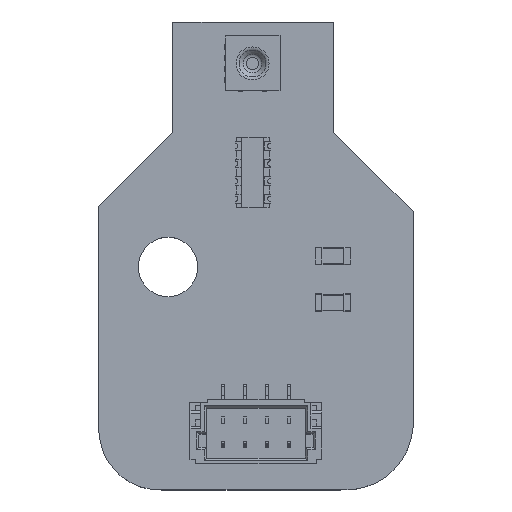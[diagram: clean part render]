
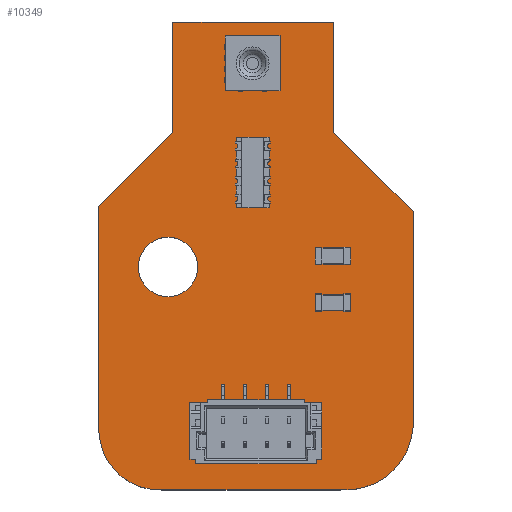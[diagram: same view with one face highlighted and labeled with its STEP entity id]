
A CAD part, top view. The second image highlights one B-rep face of the part: STEP entity #10349.
In plain terms, the highlighted planar face has unit normal (0, 0, 1).
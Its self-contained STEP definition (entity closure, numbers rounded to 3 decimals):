
#106=FACE_BOUND('',#1516,.T.);
#280=CIRCLE('',#11168,2.764);
#281=CIRCLE('',#11169,3.088);
#282=CIRCLE('',#11170,1.35);
#952=FACE_OUTER_BOUND('',#1515,.T.);
#1515=EDGE_LOOP('',(#9044,#9045,#9046,#9047,#9048,#9049,#9050,#9051,#9052,
#9053));
#1516=EDGE_LOOP('',(#9054));
#2703=LINE('',#17128,#3907);
#2707=LINE('',#17136,#3911);
#2709=LINE('',#17140,#3913);
#2717=LINE('',#17162,#3921);
#2718=LINE('',#17164,#3922);
#2719=LINE('',#17166,#3923);
#2720=LINE('',#17168,#3924);
#2721=LINE('',#17172,#3925);
#3907=VECTOR('',#13801,1.);
#3911=VECTOR('',#13807,1.);
#3913=VECTOR('',#13811,1.);
#3921=VECTOR('',#13829,1.);
#3922=VECTOR('',#13830,1.);
#3923=VECTOR('',#13831,1.);
#3924=VECTOR('',#13832,1.);
#3925=VECTOR('',#13835,1.);
#4839=VERTEX_POINT('',#17125);
#4840=VERTEX_POINT('',#17127);
#4843=VERTEX_POINT('',#17134);
#4844=VERTEX_POINT('',#17139);
#4853=VERTEX_POINT('',#17161);
#4854=VERTEX_POINT('',#17163);
#4855=VERTEX_POINT('',#17165);
#4856=VERTEX_POINT('',#17167);
#4857=VERTEX_POINT('',#17169);
#4858=VERTEX_POINT('',#17171);
#4859=VERTEX_POINT('',#17174);
#6237=EDGE_CURVE('',#4839,#4840,#2703,.T.);
#6241=EDGE_CURVE('',#4843,#4839,#2707,.T.);
#6243=EDGE_CURVE('',#4840,#4844,#2709,.T.);
#6254=EDGE_CURVE('',#4853,#4843,#2717,.T.);
#6255=EDGE_CURVE('',#4854,#4853,#2718,.T.);
#6256=EDGE_CURVE('',#4855,#4854,#2719,.T.);
#6257=EDGE_CURVE('',#4856,#4855,#2720,.T.);
#6258=EDGE_CURVE('',#4857,#4856,#280,.T.);
#6259=EDGE_CURVE('',#4858,#4857,#2721,.T.);
#6260=EDGE_CURVE('',#4844,#4858,#281,.T.);
#6261=EDGE_CURVE('',#4859,#4859,#282,.T.);
#9044=ORIENTED_EDGE('',*,*,#6237,.F.);
#9045=ORIENTED_EDGE('',*,*,#6241,.F.);
#9046=ORIENTED_EDGE('',*,*,#6254,.F.);
#9047=ORIENTED_EDGE('',*,*,#6255,.F.);
#9048=ORIENTED_EDGE('',*,*,#6256,.F.);
#9049=ORIENTED_EDGE('',*,*,#6257,.F.);
#9050=ORIENTED_EDGE('',*,*,#6258,.F.);
#9051=ORIENTED_EDGE('',*,*,#6259,.F.);
#9052=ORIENTED_EDGE('',*,*,#6260,.F.);
#9053=ORIENTED_EDGE('',*,*,#6243,.F.);
#9054=ORIENTED_EDGE('',*,*,#6261,.T.);
#9528=PLANE('',#11167);
#10349=ADVANCED_FACE('',(#952,#106),#9528,.T.);
#11167=AXIS2_PLACEMENT_3D('',#17160,#13827,#13828);
#11168=AXIS2_PLACEMENT_3D('',#17170,#13833,#13834);
#11169=AXIS2_PLACEMENT_3D('',#17173,#13836,#13837);
#11170=AXIS2_PLACEMENT_3D('',#17175,#13838,#13839);
#13801=DIRECTION('',(0.707,-0.707,0.));
#13807=DIRECTION('',(0.,-1.,0.));
#13811=DIRECTION('',(0.,-1.,0.));
#13827=DIRECTION('center_axis',(0.,0.,1.));
#13828=DIRECTION('ref_axis',(1.,0.,0.));
#13829=DIRECTION('',(1.,0.,0.));
#13830=DIRECTION('',(0.,1.,0.));
#13831=DIRECTION('',(0.707,0.707,0.));
#13832=DIRECTION('',(0.,1.,0.));
#13833=DIRECTION('center_axis',(0.,0.,-1.));
#13834=DIRECTION('ref_axis',(0.034,-0.999,0.));
#13835=DIRECTION('',(-1.,0.,0.));
#13836=DIRECTION('center_axis',(0.,0.,-1.));
#13837=DIRECTION('ref_axis',(0.997,-0.072,0.));
#13838=DIRECTION('center_axis',(0.,0.,-1.));
#13839=DIRECTION('ref_axis',(0.,-1.,0.));
#17125=CARTESIAN_POINT('',(3.524,5.624,1.6));
#17127=CARTESIAN_POINT('',(7.144,2.004,1.6));
#17128=CARTESIAN_POINT('',(3.524,5.624,1.6));
#17134=CARTESIAN_POINT('',(3.524,10.64,1.6));
#17136=CARTESIAN_POINT('',(3.524,10.64,1.6));
#17139=CARTESIAN_POINT('',(7.144,-7.775,1.6));
#17140=CARTESIAN_POINT('',(7.144,2.004,1.6));
#17160=CARTESIAN_POINT('Origin',(0.,0.,1.6));
#17161=CARTESIAN_POINT('',(-3.778,10.64,1.6));
#17162=CARTESIAN_POINT('',(-3.778,10.64,1.6));
#17163=CARTESIAN_POINT('',(-3.778,5.624,1.6));
#17164=CARTESIAN_POINT('',(-3.778,5.624,1.6));
#17165=CARTESIAN_POINT('',(-7.144,2.258,1.6));
#17166=CARTESIAN_POINT('',(-7.144,2.258,1.6));
#17167=CARTESIAN_POINT('',(-7.144,-7.965,1.6));
#17168=CARTESIAN_POINT('',(-7.144,-7.965,1.6));
#17169=CARTESIAN_POINT('',(-4.286,-10.632,1.6));
#17170=CARTESIAN_POINT('Origin',(-4.382,-7.87,1.6));
#17171=CARTESIAN_POINT('',(3.842,-10.632,1.6));
#17172=CARTESIAN_POINT('',(3.842,-10.632,1.6));
#17173=CARTESIAN_POINT('Origin',(4.064,-7.552,1.6));
#17174=CARTESIAN_POINT('',(-4.001,0.854,1.6));
#17175=CARTESIAN_POINT('Origin',(-4.001,-0.496,1.6));
